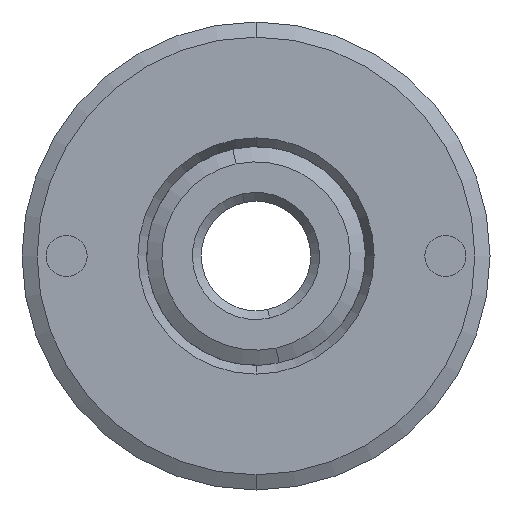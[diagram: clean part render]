
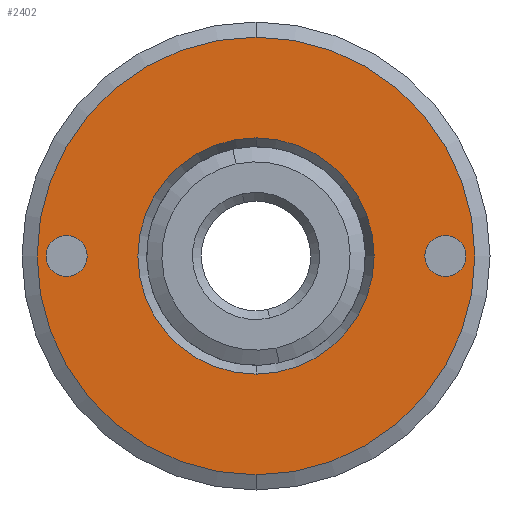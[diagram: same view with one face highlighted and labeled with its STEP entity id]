
A CAD part, left-side view. The second image highlights one B-rep face of the part: STEP entity #2402.
In plain terms, the highlighted planar face has unit normal (-1, 0, 0).
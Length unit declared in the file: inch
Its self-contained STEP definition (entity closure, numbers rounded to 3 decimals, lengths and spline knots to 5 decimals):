
#10 = VERTEX_POINT ( 'NONE', #733 ) ;
#20 = DIRECTION ( 'NONE',  ( 0., 0., -1. ) ) ;
#41 = AXIS2_PLACEMENT_3D ( 'NONE', #2894, #1800, #422 ) ;
#57 = EDGE_LOOP ( 'NONE', ( #2040, #2804 ) ) ;
#132 = AXIS2_PLACEMENT_3D ( 'NONE', #2399, #296, #20 ) ;
#147 = CARTESIAN_POINT ( 'NONE',  ( 1.0231, -0.42743, -0.28247 ) ) ;
#155 = CARTESIAN_POINT ( 'NONE',  ( 1.0231, -0.42743, -0.14747 ) ) ;
#190 = CIRCLE ( 'NONE', #132, 0.135 ) ;
#193 = CIRCLE ( 'NONE', #2564, 0.0235 ) ;
#202 = ORIENTED_EDGE ( 'NONE', *, *, #2211, .T. ) ;
#219 = AXIS2_PLACEMENT_3D ( 'NONE', #2673, #1035, #809 ) ;
#245 = DIRECTION ( 'NONE',  ( -1., 0., 0. ) ) ;
#296 = DIRECTION ( 'NONE',  ( 1., 0., 0. ) ) ;
#396 = DIRECTION ( 'NONE',  ( 0., 0., -1. ) ) ;
#422 = DIRECTION ( 'NONE',  ( 0., 0., 1. ) ) ;
#435 = DIRECTION ( 'NONE',  ( 1., 0., 0. ) ) ;
#442 = CARTESIAN_POINT ( 'NONE',  ( 1.0231, -0.15993, -0.28247 ) ) ;
#476 = EDGE_CURVE ( 'NONE', #1398, #2142, #1722, .T. ) ;
#498 = CARTESIAN_POINT ( 'NONE',  ( 1.0231, -0.21093, -0.28247 ) ) ;
#512 = CIRCLE ( 'NONE', #1690, 0.0235 ) ;
#543 = EDGE_CURVE ( 'NONE', #10, #978, #3004, .T. ) ;
#547 = DIRECTION ( 'NONE',  ( -1., 0., 0. ) ) ;
#639 = FACE_OUTER_BOUND ( 'NONE', #677, .T. ) ;
#648 = CARTESIAN_POINT ( 'NONE',  ( 1.0231, -0.64393, -0.28247 ) ) ;
#677 = EDGE_LOOP ( 'NONE', ( #1198, #1961 ) ) ;
#733 = CARTESIAN_POINT ( 'NONE',  ( 1.0231, -0.42743, -0.53264 ) ) ;
#739 = AXIS2_PLACEMENT_3D ( 'NONE', #147, #2058, #396 ) ;
#779 = DIRECTION ( 'NONE',  ( 0., 0., 1. ) ) ;
#809 = DIRECTION ( 'NONE',  ( 0., 0., -1. ) ) ;
#848 = CARTESIAN_POINT ( 'NONE',  ( 1.0231, -0.42743, -0.28247 ) ) ;
#978 = VERTEX_POINT ( 'NONE', #1945 ) ;
#1035 = DIRECTION ( 'NONE',  ( 1., 0., 0. ) ) ;
#1176 = VERTEX_POINT ( 'NONE', #1907 ) ;
#1198 = ORIENTED_EDGE ( 'NONE', *, *, #543, .T. ) ;
#1266 = EDGE_CURVE ( 'NONE', #1176, #2529, #193, .T. ) ;
#1311 = DIRECTION ( 'NONE',  ( -1., 0., 0. ) ) ;
#1317 = CIRCLE ( 'NONE', #41, 0.0235 ) ;
#1345 = DIRECTION ( 'NONE',  ( 0., 0., 1. ) ) ;
#1398 = VERTEX_POINT ( 'NONE', #155 ) ;
#1431 = CARTESIAN_POINT ( 'NONE',  ( 1.0231, -0.21093, -0.30597 ) ) ;
#1433 = EDGE_CURVE ( 'NONE', #978, #10, #3006, .T. ) ;
#1491 = FACE_BOUND ( 'NONE', #1634, .T. ) ;
#1517 = EDGE_CURVE ( 'NONE', #2207, #2100, #512, .T. ) ;
#1526 = DIRECTION ( 'NONE',  ( 0., 0., -1. ) ) ;
#1605 = CARTESIAN_POINT ( 'NONE',  ( 1.0231, -0.21093, -0.25897 ) ) ;
#1632 = AXIS2_PLACEMENT_3D ( 'NONE', #848, #1311, #1526 ) ;
#1634 = EDGE_LOOP ( 'NONE', ( #2001, #202 ) ) ;
#1690 = AXIS2_PLACEMENT_3D ( 'NONE', #498, #245, #2127 ) ;
#1699 = EDGE_LOOP ( 'NONE', ( #2611, #1827 ) ) ;
#1722 = CIRCLE ( 'NONE', #219, 0.135 ) ;
#1735 = CIRCLE ( 'NONE', #2049, 0.0235 ) ;
#1800 = DIRECTION ( 'NONE',  ( -1., 0., 0. ) ) ;
#1827 = ORIENTED_EDGE ( 'NONE', *, *, #1517, .F. ) ;
#1841 = CARTESIAN_POINT ( 'NONE',  ( 1.0231, -0.42743, -0.41747 ) ) ;
#1907 = CARTESIAN_POINT ( 'NONE',  ( 1.0231, -0.64393, -0.30597 ) ) ;
#1945 = CARTESIAN_POINT ( 'NONE',  ( 1.0231, -0.42743, -0.03229 ) ) ;
#1956 = CARTESIAN_POINT ( 'NONE',  ( 1.0231, -0.64393, -0.25897 ) ) ;
#1960 = EDGE_CURVE ( 'NONE', #2529, #1176, #1735, .T. ) ;
#1961 = ORIENTED_EDGE ( 'NONE', *, *, #1433, .T. ) ;
#2001 = ORIENTED_EDGE ( 'NONE', *, *, #476, .T. ) ;
#2040 = ORIENTED_EDGE ( 'NONE', *, *, #1960, .F. ) ;
#2049 = AXIS2_PLACEMENT_3D ( 'NONE', #648, #2740, #1345 ) ;
#2058 = DIRECTION ( 'NONE',  ( -1., 0., 0. ) ) ;
#2070 = FACE_BOUND ( 'NONE', #1699, .T. ) ;
#2100 = VERTEX_POINT ( 'NONE', #1605 ) ;
#2127 = DIRECTION ( 'NONE',  ( 0., 0., 1. ) ) ;
#2142 = VERTEX_POINT ( 'NONE', #1841 ) ;
#2207 = VERTEX_POINT ( 'NONE', #1431 ) ;
#2211 = EDGE_CURVE ( 'NONE', #2142, #1398, #190, .T. ) ;
#2335 = PLANE ( 'NONE',  #2937 ) ;
#2399 = CARTESIAN_POINT ( 'NONE',  ( 1.0231, -0.42743, -0.28247 ) ) ;
#2402 = ADVANCED_FACE ( 'NONE', ( #2832, #2070, #1491, #639 ), #2335, .F. ) ;
#2529 = VERTEX_POINT ( 'NONE', #1956 ) ;
#2564 = AXIS2_PLACEMENT_3D ( 'NONE', #2839, #547, #779 ) ;
#2611 = ORIENTED_EDGE ( 'NONE', *, *, #2819, .F. ) ;
#2673 = CARTESIAN_POINT ( 'NONE',  ( 1.0231, -0.42743, -0.28247 ) ) ;
#2740 = DIRECTION ( 'NONE',  ( -1., 0., 0. ) ) ;
#2749 = DIRECTION ( 'NONE',  ( 0., 0., -1. ) ) ;
#2804 = ORIENTED_EDGE ( 'NONE', *, *, #1266, .F. ) ;
#2819 = EDGE_CURVE ( 'NONE', #2100, #2207, #1317, .T. ) ;
#2832 = FACE_BOUND ( 'NONE', #57, .T. ) ;
#2839 = CARTESIAN_POINT ( 'NONE',  ( 1.0231, -0.64393, -0.28247 ) ) ;
#2894 = CARTESIAN_POINT ( 'NONE',  ( 1.0231, -0.21093, -0.28247 ) ) ;
#2937 = AXIS2_PLACEMENT_3D ( 'NONE', #442, #435, #2749 ) ;
#3004 = CIRCLE ( 'NONE', #739, 0.25018 ) ;
#3006 = CIRCLE ( 'NONE', #1632, 0.25018 ) ;
